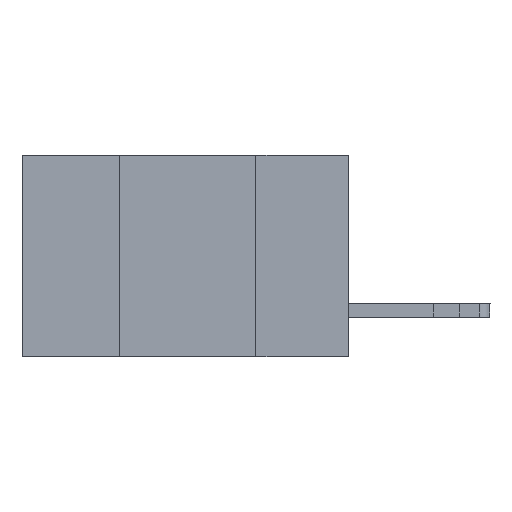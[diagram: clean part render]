
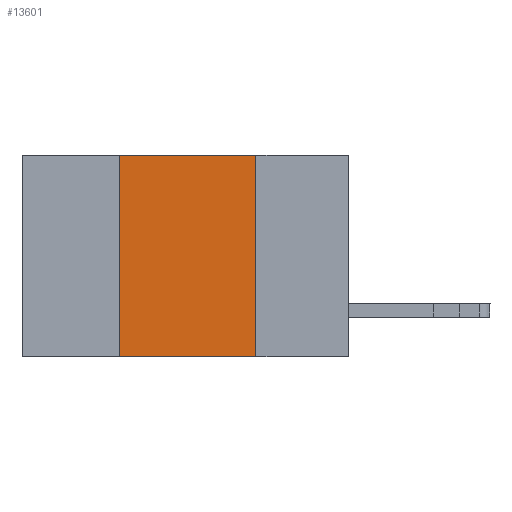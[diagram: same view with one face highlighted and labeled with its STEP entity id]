
A CAD part, left-side view. The second image highlights one B-rep face of the part: STEP entity #13601.
In plain terms, the highlighted planar face has unit normal (-1, 0, 0).
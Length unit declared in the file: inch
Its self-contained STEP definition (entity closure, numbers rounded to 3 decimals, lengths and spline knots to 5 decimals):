
#1037 = DIRECTION ( 'NONE',  ( 0., 0., 1. ) ) ;
#1384 = EDGE_CURVE ( 'NONE', #10065, #8825, #3500, .T. ) ;
#1442 = EDGE_LOOP ( 'NONE', ( #9794, #8500, #8220, #13046 ) ) ;
#1859 = VECTOR ( 'NONE', #12308, 39.37008 ) ;
#2045 = FACE_OUTER_BOUND ( 'NONE', #1442, .T. ) ;
#2588 = CARTESIAN_POINT ( 'NONE',  ( 0., 0.17, -0.37 ) ) ;
#2755 = AXIS2_PLACEMENT_3D ( 'NONE', #6861, #10435, #5303 ) ;
#3212 = CARTESIAN_POINT ( 'NONE',  ( 0., 0.17, -0.37 ) ) ;
#3500 = LINE ( 'NONE', #15467, #15125 ) ;
#4024 = PLANE ( 'NONE',  #2755 ) ;
#4332 = LINE ( 'NONE', #7911, #7972 ) ;
#4608 = DIRECTION ( 'NONE',  ( 0., -1., 0. ) ) ;
#4894 = DIRECTION ( 'NONE',  ( 0., -1., 0. ) ) ;
#4949 = EDGE_CURVE ( 'NONE', #8825, #7467, #6068, .T. ) ;
#5303 = DIRECTION ( 'NONE',  ( 0., 0., -1. ) ) ;
#5719 = VECTOR ( 'NONE', #4894, 39.37008 ) ;
#5732 = CARTESIAN_POINT ( 'NONE',  ( 0., 0.42, -0.37 ) ) ;
#6068 = LINE ( 'NONE', #2588, #1859 ) ;
#6167 = CARTESIAN_POINT ( 'NONE',  ( 0., 0.6, -0.37 ) ) ;
#6828 = EDGE_CURVE ( 'NONE', #9989, #10065, #4332, .T. ) ;
#6861 = CARTESIAN_POINT ( 'NONE',  ( 0., 0.6, 0. ) ) ;
#7000 = CARTESIAN_POINT ( 'NONE',  ( 0., 0.42, 0. ) ) ;
#7091 = CARTESIAN_POINT ( 'NONE',  ( 0., 0.17, 0. ) ) ;
#7467 = VERTEX_POINT ( 'NONE', #3212 ) ;
#7911 = CARTESIAN_POINT ( 'NONE',  ( 0., 0.42, -0.37 ) ) ;
#7972 = VECTOR ( 'NONE', #1037, 39.37008 ) ;
#8220 = ORIENTED_EDGE ( 'NONE', *, *, #6828, .F. ) ;
#8500 = ORIENTED_EDGE ( 'NONE', *, *, #1384, .F. ) ;
#8825 = VERTEX_POINT ( 'NONE', #7091 ) ;
#9794 = ORIENTED_EDGE ( 'NONE', *, *, #4949, .F. ) ;
#9989 = VERTEX_POINT ( 'NONE', #5732 ) ;
#10065 = VERTEX_POINT ( 'NONE', #7000 ) ;
#10435 = DIRECTION ( 'NONE',  ( 1., 0., 0. ) ) ;
#11232 = EDGE_CURVE ( 'NONE', #9989, #7467, #12252, .T. ) ;
#12252 = LINE ( 'NONE', #6167, #5719 ) ;
#12308 = DIRECTION ( 'NONE',  ( 0., 0., -1. ) ) ;
#13046 = ORIENTED_EDGE ( 'NONE', *, *, #11232, .T. ) ;
#13601 = ADVANCED_FACE ( 'NONE', ( #2045 ), #4024, .F. ) ;
#15125 = VECTOR ( 'NONE', #4608, 39.37008 ) ;
#15467 = CARTESIAN_POINT ( 'NONE',  ( 0., 0.6, 0. ) ) ;
